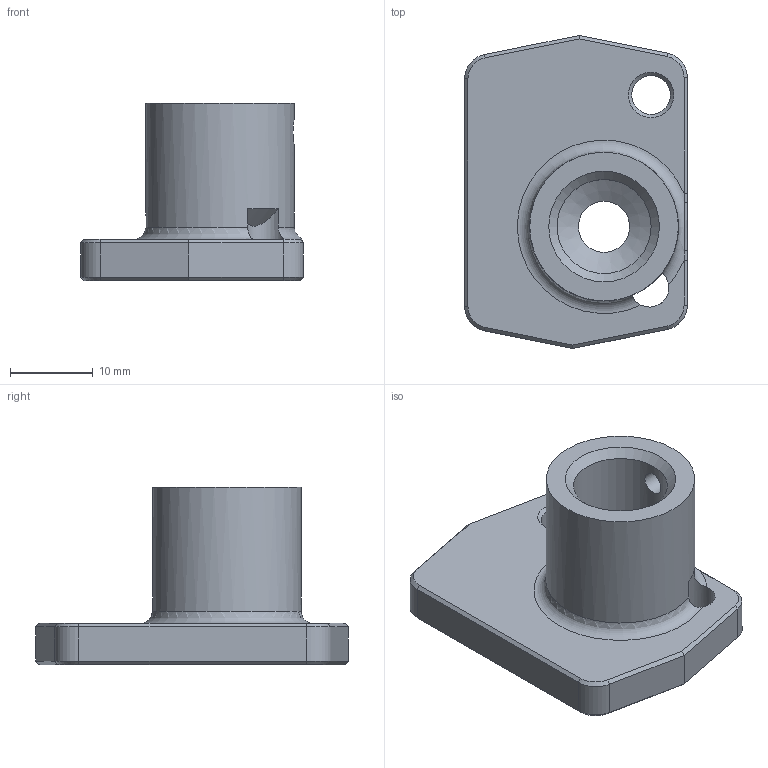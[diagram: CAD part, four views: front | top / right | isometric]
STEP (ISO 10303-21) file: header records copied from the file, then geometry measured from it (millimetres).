
FILE_DESCRIPTION(/* description */ (''),/* implementation_level */ '2;1');
FILE_NAME(/* name */ 'ADXL Kusba v0.step',/* time_stamp */ '2022-11-20T12:35:01-06:00',/* author */ (''),/* organization */ (''),/* preprocessor_version */ 'ST-DEVELOPER v19.2',/* originating_system */ 'Autodesk Translation Framework v11.17.0.187',/* authorisation */ '');
FILE_SCHEMA (('AUTOMOTIVE_DESIGN { 1 0 10303 214 3 1 1 }'));
Length unit declared in the file: millimetre
Products named in the file (2): ADXL Kusba; Rapido Nozzle kusba
Assembly tree (1 placements, depth 2):
  ADXL Kusba
    Rapido Nozzle kusba
Bounding box: 26.97 x 37.9 x 21.5 mm (x, y, z)
Volume: 6840.3 mm3; surface area: 3966.3 mm2
Topology: 1 solids, 1 shells, 54 faces, 136 edges, 81 vertices
Faces by surface type: plane 22, cone 16, cylinder 11, bspline 4, torus 1
Full cylindrical faces by diameter (mm): 2.7 x1, 4.7 x2, 6.2 x1, 10.5 x1, 11.4 x1, 18 x1
Entity records: 2092 total; most frequent: CARTESIAN_POINT 748, ORIENTED_EDGE 272, DIRECTION 265, EDGE_CURVE 136, AXIS2_PLACEMENT_3D 93, VERTEX_POINT 81, LINE 79, VECTOR 79
